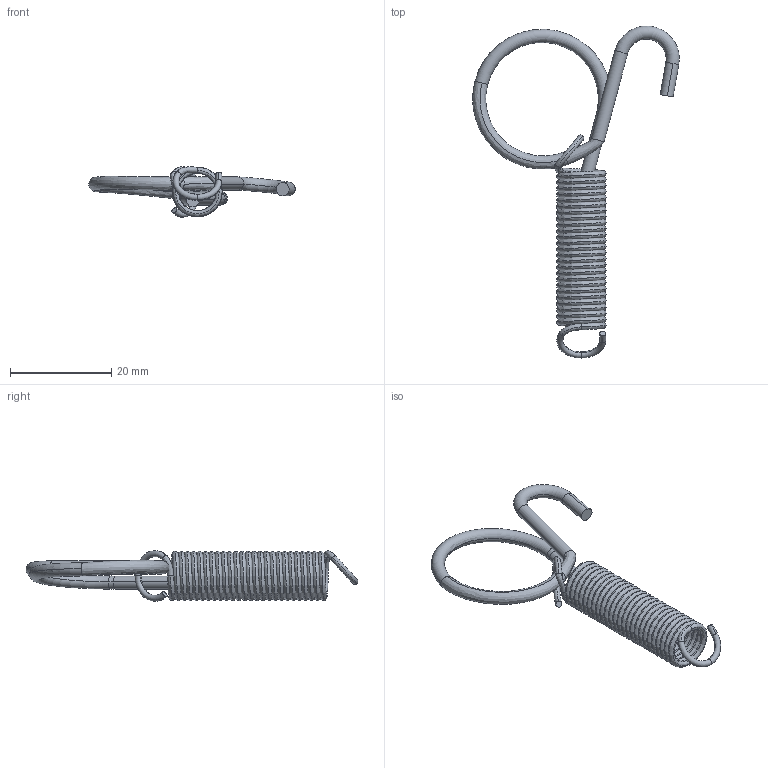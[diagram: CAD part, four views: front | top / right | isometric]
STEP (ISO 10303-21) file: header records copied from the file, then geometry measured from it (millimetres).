
FILE_DESCRIPTION(('HOOPS Exchange Step'),'2;1');
FILE_NAME('export-C07BDE2E-8922-47FE-B4D2-89DEF1D4FF88.stp','2022-07-12T10:45:32+02:00',('User'),('Alibre'),'HOOPS Exchange 2021.0','Alibre','Unknown authorisation');
FILE_SCHEMA( ('AP242_MANAGED_MODEL_BASED_3D_ENGINEERING_MIM_LF {1 0 10303 442 1 1 4 }') );
Length unit declared in the file: millimetre
Products named in the file (3): 5935-2 hook; 5935-1 Spring; 5935 Spring for Hot Wire Cutter, L=65mm
Assembly tree (2 placements, depth 2):
  5935 Spring for Hot Wire Cutter, L=65mm
    5935-2 hook
    5935-1 Spring
Bounding box: 40.86 x 65.66 x 9.99 mm (x, y, z)
Volume: 1613 mm3; surface area: 3995.8 mm2
Topology: 2 solids, 2 shells, 45 faces, 105 edges, 63 vertices
Faces by surface type: torus 18, bspline 13, cylinder 10, plane 4
Entity records: 24679 total; most frequent: CARTESIAN_POINT 23693, ORIENTED_EDGE 208, DIRECTION 174, EDGE_CURVE 104, AXIS2_PLACEMENT_3D 83, VERTEX_POINT 63, EDGE_LOOP 45, FACE_BOUND 45
